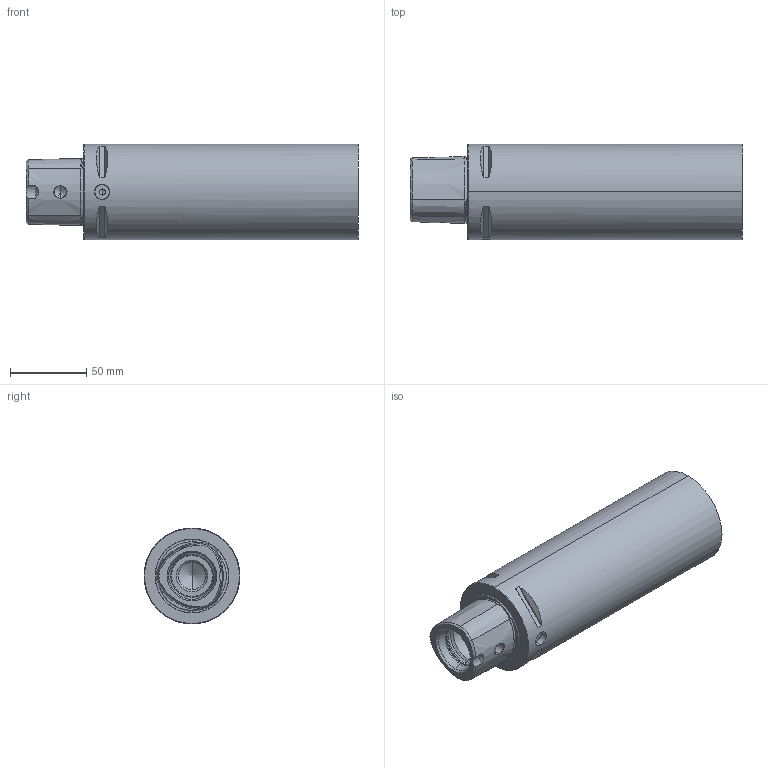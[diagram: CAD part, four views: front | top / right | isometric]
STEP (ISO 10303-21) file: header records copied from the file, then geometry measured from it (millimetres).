
FILE_DESCRIPTION (( 'STEP AP214' ), '1' );
FILE_NAME ('.00..180_1.2714.STEP', '2024-08-22T14:15:34', ( '' ), ( '' ), 'SwSTEP 2.0', 'SolidWorks 2022', '' );
FILE_SCHEMA (( 'AUTOMOTIVE_DESIGN' ));
Length unit declared in the file: millimetre
Products named in the file (1): .00..180_1.2714
Bounding box: 218 x 63 x 63 mm (x, y, z)
Volume: 584927.2 mm3; surface area: 52074.4 mm2
Topology: 1 solids, 1 shells, 124 faces, 291 edges, 170 vertices
Faces by surface type: cone 47, torus 30, cylinder 27, plane 20
Entity records: 4026 total; most frequent: CARTESIAN_POINT 1218, DIRECTION 596, ORIENTED_EDGE 566, EDGE_CURVE 283, AXIS2_PLACEMENT_3D 256, VERTEX_POINT 170, EDGE_LOOP 135, CIRCLE 131
